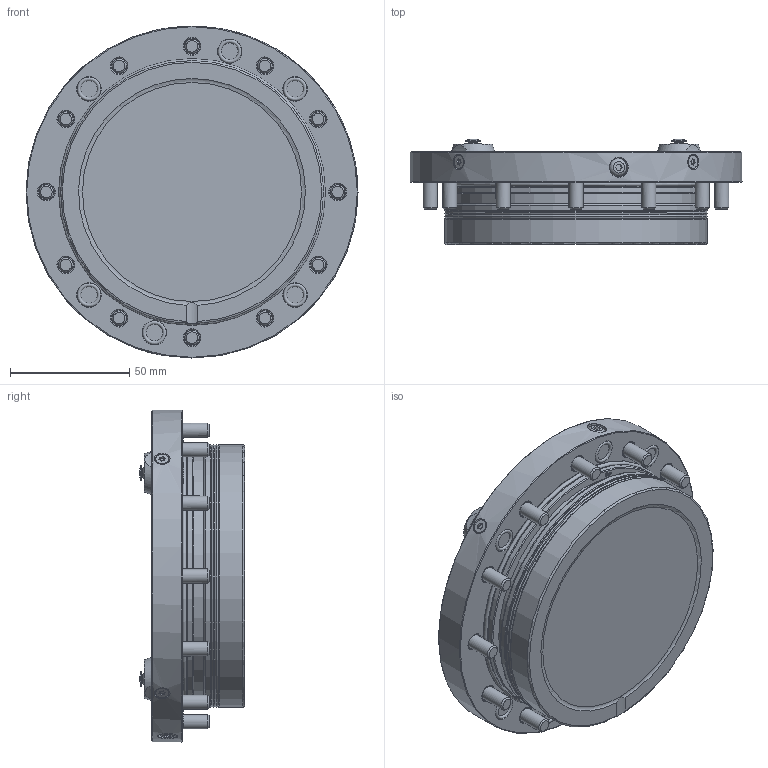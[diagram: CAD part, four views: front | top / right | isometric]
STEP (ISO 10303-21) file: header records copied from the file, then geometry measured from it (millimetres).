
FILE_DESCRIPTION (( 'STEP AP214' ), '1' );
FILE_NAME ('STARK_804 540-02_B.STEP', '2017-01-31T17:11:52', ( '' ), ( '' ), 'SwSTEP 2.0', 'SolidWorks 2015', '' );
FILE_SCHEMA (( 'AUTOMOTIVE_DESIGN' ));
Length unit declared in the file: millimetre
Products named in the file (1): STARK_804 540-02_B
Bounding box: 139 x 44 x 139 mm (x, y, z)
Volume: 409055.4 mm3; surface area: 57562.5 mm2
Topology: 1 solids, 13 shells, 582 faces, 1360 edges, 893 vertices
Faces by surface type: cylinder 230, plane 161, cone 122, torus 53, sphere 16
Full cylindrical faces by diameter (mm): 0.4 x4, 0.8 x24, 1.5 x4, 1.8 x2, 3 x4, 4 x2, 4.5 x2, 4.8 x20, 5.2 x16, 5.6 x6, 5.7 x2, 5.95 x8, 6 x16, 6.8 x12, 7 x2, 7.6 x2, 8 x2, 10 x6, 11 x12, 30.4 x3, 31.722 x1, 35 x1, 37.2 x1, 47 x2, 47.502 x1, 102.268 x1, 102.5 x1, 108.872 x2, 110 x3, 139 x1
Entity records: 23021 total; most frequent: CARTESIAN_POINT 7326, DIRECTION 2290, ORIENTED_EDGE 1704, AXIS2_PLACEMENT_3D 1108, EDGE_LOOP 1018, EDGE_CURVE 852, FACE_OUTER_BOUND 789, VERTEX_POINT 706
